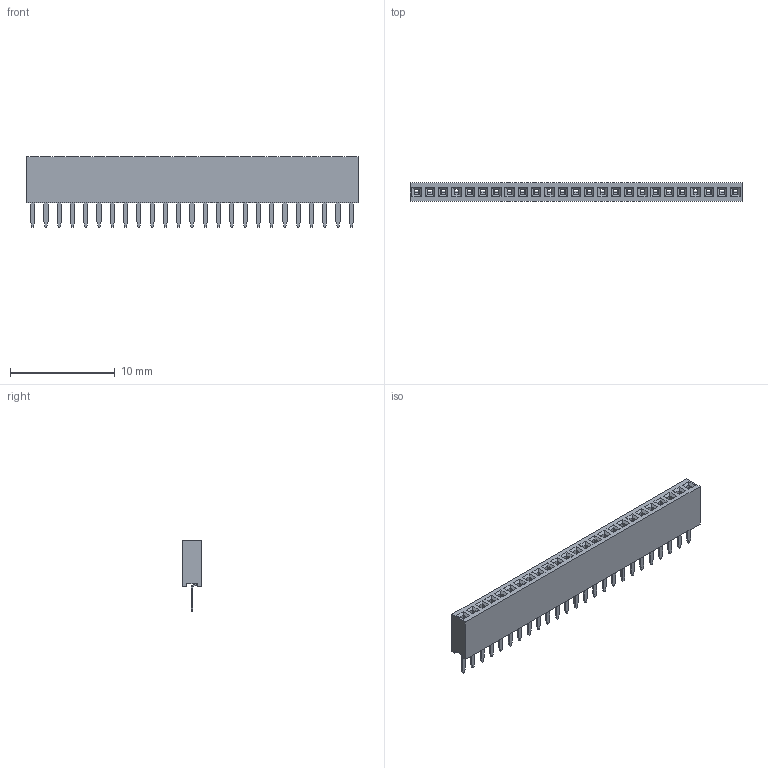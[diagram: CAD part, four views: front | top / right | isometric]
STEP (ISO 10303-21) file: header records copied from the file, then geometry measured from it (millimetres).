
FILE_DESCRIPTION(('STEP AP214'), '1');
FILE_NAME('PBS1.27', '', ('UNSPECIFIED'), ('UNSPECIFIED'), 'ASCON STEP Converter 1.6', 'ASCON Math Kernel', '');
FILE_SCHEMA(('AUTOMOTIVE_DESIGN { 1 0 10303 214 3 1 1}'));
Length unit declared in the file: millimetre
Bounding box: 31.75 x 1.8 x 6.7 mm (x, y, z)
Volume: 180.1 mm3; surface area: 1261.6 mm2
Topology: 26 solids, 26 shells, 1560 faces, 4124 edges, 2616 vertices
Faces by surface type: plane 1335, cylinder 225
Entity records: 59908 total; most frequent: CARTESIAN_POINT 8301, ORIENTED_EDGE 8248, DIRECTION 7696, EDGE_CURVE 4124, LINE 3674, VECTOR 3674, VERTEX_POINT 2616, AXIS2_PLACEMENT_3D 2011
